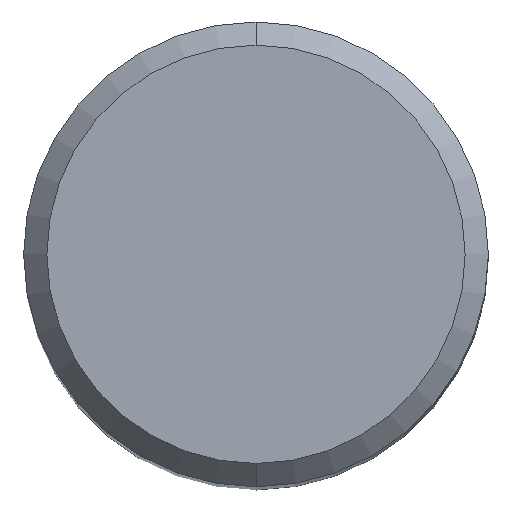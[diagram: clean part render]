
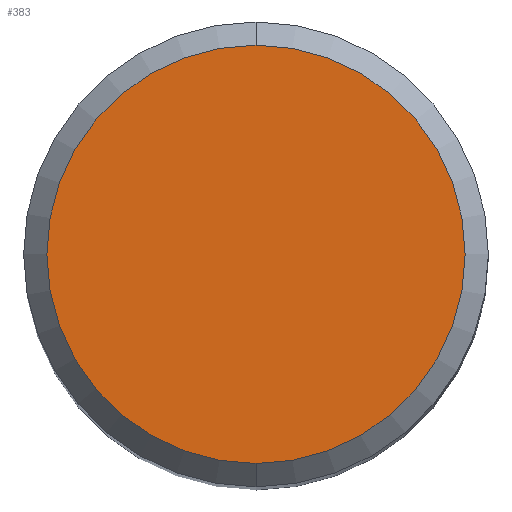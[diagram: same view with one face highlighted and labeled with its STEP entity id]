
A CAD part, top view. The second image highlights one B-rep face of the part: STEP entity #383.
In plain terms, the highlighted planar face has unit normal (0, 0, 1).
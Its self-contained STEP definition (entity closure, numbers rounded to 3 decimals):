
#225=VERTEX_POINT('',#591);
#247=EDGE_CURVE('',#225,#295,#615,.T.);
#295=VERTEX_POINT('',#667);
#301=EDGE_CURVE('',#295,#225,#673,.T.);
#383=ADVANCED_FACE('',(#767),#768,.T.);
#591=CARTESIAN_POINT('',(0.,-4.5,0.0));
#615=CIRCLE('',#1024,4.5);
#667=CARTESIAN_POINT('',(0.0,4.5,0.0));
#673=CIRCLE('',#1174,4.5);
#767=FACE_OUTER_BOUND('',#1322,.T.);
#768=PLANE('',#1323);
#1024=AXIS2_PLACEMENT_3D('',#1772,#1773,#1774);
#1174=AXIS2_PLACEMENT_3D('',#1835,#1836,#1837);
#1322=EDGE_LOOP('',(#1965,#1966));
#1323=AXIS2_PLACEMENT_3D('',#1967,#1968,#1969);
#1772=CARTESIAN_POINT('',(0.0,0.0,0.0));
#1773=DIRECTION('',(0.0,0.0,-1.0));
#1774=DIRECTION('',(0.0,1.0,0.0));
#1835=CARTESIAN_POINT('',(0.0,0.0,0.0));
#1836=DIRECTION('',(0.0,0.0,-1.0));
#1837=DIRECTION('',(0.0,1.0,0.0));
#1965=ORIENTED_EDGE('',*,*,#301,.F.);
#1966=ORIENTED_EDGE('',*,*,#247,.F.);
#1967=CARTESIAN_POINT('',(0.0,2.25,0.0));
#1968=DIRECTION('',(-0.0,0.0,1.0));
#1969=DIRECTION('',(0.0,-1.0,0.0));
